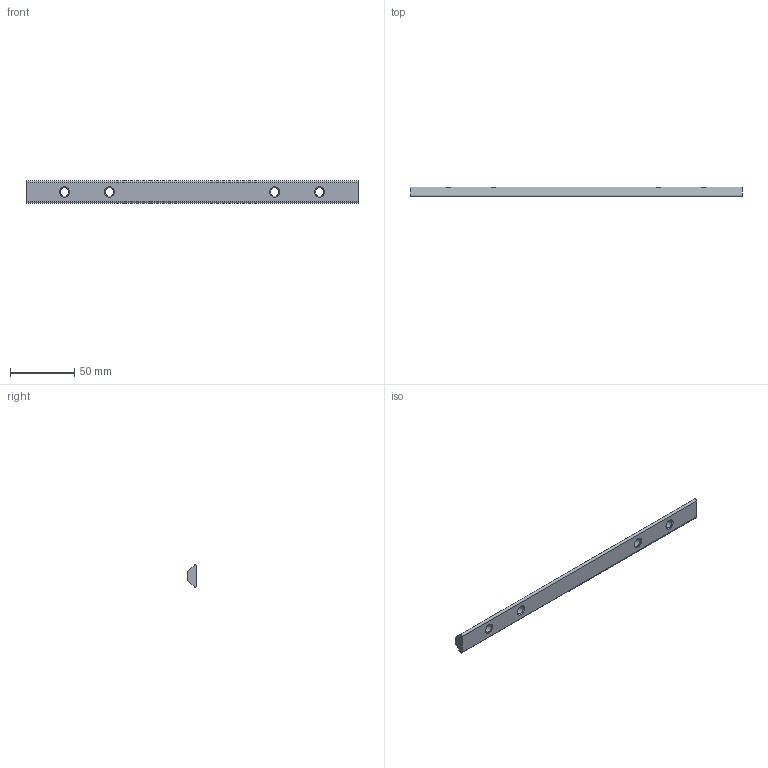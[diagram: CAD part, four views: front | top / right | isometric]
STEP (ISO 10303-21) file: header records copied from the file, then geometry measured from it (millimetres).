
FILE_DESCRIPTION(/* description */ ('STEP AP214'),/* implementation_level */ '2;1');
FILE_NAME(/* name */ '161022_NSTH-40',/* time_stamp */ '2024-09-13T09:34:45+02:00',/* author */ ('License CC BY-ND 4.0'),/* organization */ ('CADENAS'),/* preprocessor_version */ 'ST-DEVELOPER v19.3',/* originating_system */ 'PARTsolutions',/* authorisation */ ' ');
FILE_SCHEMA (('AUTOMOTIVE_DESIGN {1 0 10303 214 3 1 1}'));
Length unit declared in the file: millimetre
Products named in the file (1): 161022 NSTH-40
Bounding box: 259 x 7.5 x 17.5 mm (x, y, z)
Volume: 24018.2 mm3; surface area: 11353.6 mm2
Topology: 1 solids, 1 shells, 34 faces, 100 edges, 64 vertices
Faces by surface type: cylinder 16, plane 10, cone 8
Full cylindrical faces by diameter (mm): 6.647 x4
Entity records: 1110 total; most frequent: CARTESIAN_POINT 259, ORIENTED_EDGE 168, DIRECTION 158, EDGE_CURVE 84, AXIS2_PLACEMENT_3D 63, VERTEX_POINT 60, EDGE_LOOP 50, FACE_BOUND 50
